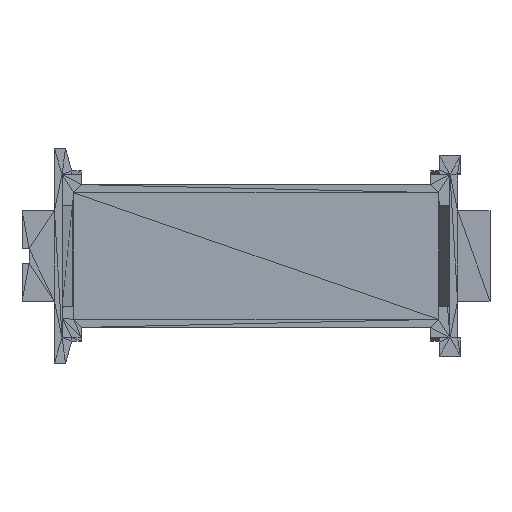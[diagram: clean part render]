
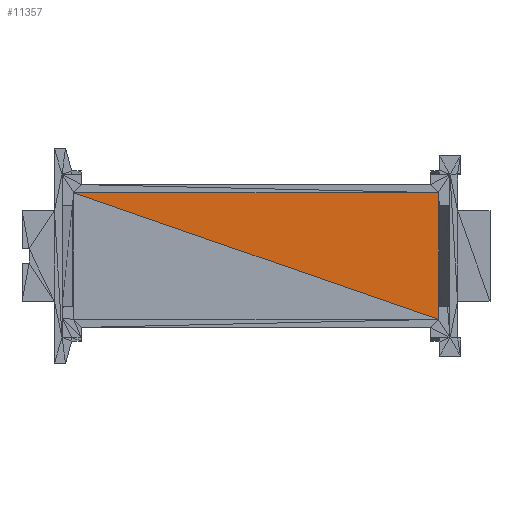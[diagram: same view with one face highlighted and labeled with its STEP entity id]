
A CAD part, top view. The second image highlights one B-rep face of the part: STEP entity #11357.
In plain terms, the highlighted planar face has unit normal (0, 0, 1).
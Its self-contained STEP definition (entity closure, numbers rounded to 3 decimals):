
#167 = VERTEX_POINT('',#168);
#168 = CARTESIAN_POINT('',(18.,-6.25,-2.74));
#177 = PLANE('',#178);
#178 = AXIS2_PLACEMENT_3D('',#179,#180,#181);
#179 = CARTESIAN_POINT('',(18.,0.286,-2.426));
#180 = DIRECTION('',(-1.,-0.,-0.));
#181 = DIRECTION('',(0.,0.,-1.));
#201 = VERTEX_POINT('',#202);
#202 = CARTESIAN_POINT('',(18.,6.25,-2.74));
#216 = PLANE('',#217);
#217 = AXIS2_PLACEMENT_3D('',#218,#219,#220);
#218 = CARTESIAN_POINT('',(0.295,6.25,-2.435));
#219 = DIRECTION('',(-0.,-1.,-0.));
#220 = DIRECTION('',(0.,0.,-1.));
#227 = EDGE_CURVE('',#201,#167,#228,.T.);
#228 = SURFACE_CURVE('',#229,(#233,#240),.PCURVE_S1.);
#229 = LINE('',#230,#231);
#230 = CARTESIAN_POINT('',(18.,6.25,-2.74));
#231 = VECTOR('',#232,1.);
#232 = DIRECTION('',(0.,-1.,0.));
#233 = PCURVE('',#177,#234);
#234 = DEFINITIONAL_REPRESENTATION('',(#235),#239);
#235 = LINE('',#236,#237);
#236 = CARTESIAN_POINT('',(0.314,-5.964));
#237 = VECTOR('',#238,1.);
#238 = DIRECTION('',(0.,1.));
#239 = ( GEOMETRIC_REPRESENTATION_CONTEXT(2) 
PARAMETRIC_REPRESENTATION_CONTEXT() REPRESENTATION_CONTEXT('2D SPACE',''
  ) );
#240 = PCURVE('',#241,#246);
#241 = PLANE('',#242);
#242 = AXIS2_PLACEMENT_3D('',#243,#244,#245);
#243 = CARTESIAN_POINT('',(2.598,2.598,-2.74
    ));
#244 = DIRECTION('',(0.,0.,1.));
#245 = DIRECTION('',(1.,0.,-0.));
#246 = DEFINITIONAL_REPRESENTATION('',(#247),#250);
#247 = B_SPLINE_CURVE_WITH_KNOTS('',1,(#248,#249),.UNSPECIFIED.,.F.,.F.,
  (2,2),(0.,12.5),.PIECEWISE_BEZIER_KNOTS.);
#248 = CARTESIAN_POINT('',(15.402,3.652));
#249 = CARTESIAN_POINT('',(15.402,-8.848));
#250 = ( GEOMETRIC_REPRESENTATION_CONTEXT(2) 
PARAMETRIC_REPRESENTATION_CONTEXT() REPRESENTATION_CONTEXT('2D SPACE',''
  ) );
#11357 = ADVANCED_FACE('',(#11358),#241,.T.);
#11358 = FACE_BOUND('',#11359,.T.);
#11359 = EDGE_LOOP('',(#11360,#11387,#11388));
#11360 = ORIENTED_EDGE('',*,*,#11361,.T.);
#11361 = EDGE_CURVE('',#11362,#167,#11364,.T.);
#11362 = VERTEX_POINT('',#11363);
#11363 = CARTESIAN_POINT('',(-18.,6.25,-2.74));
#11364 = SURFACE_CURVE('',#11365,(#11369,#11376),.PCURVE_S1.);
#11365 = LINE('',#11366,#11367);
#11366 = CARTESIAN_POINT('',(-18.,6.25,-2.74));
#11367 = VECTOR('',#11368,1.);
#11368 = DIRECTION('',(0.945,-0.328,0.));
#11369 = PCURVE('',#241,#11370);
#11370 = DEFINITIONAL_REPRESENTATION('',(#11371),#11375);
#11371 = LINE('',#11372,#11373);
#11372 = CARTESIAN_POINT('',(-20.598,3.652));
#11373 = VECTOR('',#11374,1.);
#11374 = DIRECTION('',(0.945,-0.328));
#11375 = ( GEOMETRIC_REPRESENTATION_CONTEXT(2) 
PARAMETRIC_REPRESENTATION_CONTEXT() REPRESENTATION_CONTEXT('2D SPACE',''
  ) );
#11376 = PCURVE('',#11377,#11382);
#11377 = PLANE('',#11378);
#11378 = AXIS2_PLACEMENT_3D('',#11379,#11380,#11381);
#11379 = CARTESIAN_POINT('',(-2.598,-2.598,
    -2.74));
#11380 = DIRECTION('',(0.,0.,1.));
#11381 = DIRECTION('',(1.,0.,-0.));
#11382 = DEFINITIONAL_REPRESENTATION('',(#11383),#11386);
#11383 = B_SPLINE_CURVE_WITH_KNOTS('',1,(#11384,#11385),.UNSPECIFIED.,
  .F.,.F.,(2,2),(0.,38.108),.PIECEWISE_BEZIER_KNOTS.);
#11384 = CARTESIAN_POINT('',(-15.402,8.848));
#11385 = CARTESIAN_POINT('',(20.598,-3.652));
#11386 = ( GEOMETRIC_REPRESENTATION_CONTEXT(2) 
PARAMETRIC_REPRESENTATION_CONTEXT() REPRESENTATION_CONTEXT('2D SPACE',''
  ) );
#11387 = ORIENTED_EDGE('',*,*,#227,.F.);
#11388 = ORIENTED_EDGE('',*,*,#11389,.T.);
#11389 = EDGE_CURVE('',#201,#11362,#11390,.T.);
#11390 = SURFACE_CURVE('',#11391,(#11395,#11402),.PCURVE_S1.);
#11391 = LINE('',#11392,#11393);
#11392 = CARTESIAN_POINT('',(18.,6.25,-2.74));
#11393 = VECTOR('',#11394,1.);
#11394 = DIRECTION('',(-1.,0.,0.));
#11395 = PCURVE('',#241,#11396);
#11396 = DEFINITIONAL_REPRESENTATION('',(#11397),#11401);
#11397 = LINE('',#11398,#11399);
#11398 = CARTESIAN_POINT('',(15.402,3.652));
#11399 = VECTOR('',#11400,1.);
#11400 = DIRECTION('',(-1.,0.));
#11401 = ( GEOMETRIC_REPRESENTATION_CONTEXT(2) 
PARAMETRIC_REPRESENTATION_CONTEXT() REPRESENTATION_CONTEXT('2D SPACE',''
  ) );
#11402 = PCURVE('',#216,#11403);
#11403 = DEFINITIONAL_REPRESENTATION('',(#11404),#11407);
#11404 = B_SPLINE_CURVE_WITH_KNOTS('',1,(#11405,#11406),.UNSPECIFIED.,
  .F.,.F.,(2,2),(0.,36.),.PIECEWISE_BEZIER_KNOTS.);
#11405 = CARTESIAN_POINT('',(0.305,17.705));
#11406 = CARTESIAN_POINT('',(0.305,-18.295));
#11407 = ( GEOMETRIC_REPRESENTATION_CONTEXT(2) 
PARAMETRIC_REPRESENTATION_CONTEXT() REPRESENTATION_CONTEXT('2D SPACE',''
  ) );
